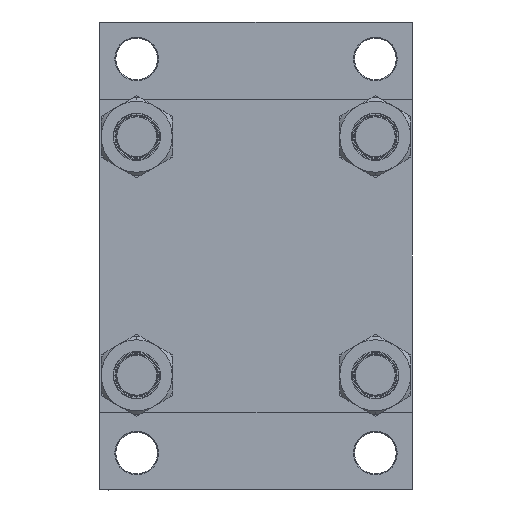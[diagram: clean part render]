
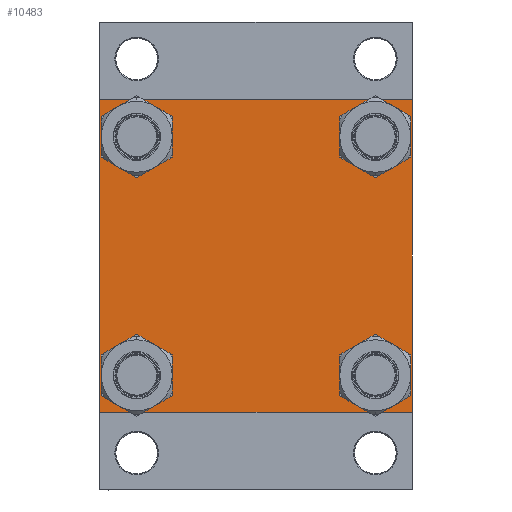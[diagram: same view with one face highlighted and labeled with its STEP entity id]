
A CAD part, left-side view. The second image highlights one B-rep face of the part: STEP entity #10483.
In plain terms, the highlighted planar face has unit normal (-1, 0, 0).
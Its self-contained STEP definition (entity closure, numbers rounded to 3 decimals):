
#728 = DIRECTION ( 'NONE',  ( 0., 0., 1. ) ) ;
#1299 = CARTESIAN_POINT ( 'NONE',  ( 0., -82.5, 82.5 ) ) ;
#1810 = EDGE_CURVE ( 'NONE', #19804, #18212, #39286, .T. ) ;
#1841 = VERTEX_POINT ( 'NONE', #40284 ) ;
#1929 = EDGE_CURVE ( 'NONE', #26021, #7465, #35391, .T. ) ;
#2116 = EDGE_LOOP ( 'NONE', ( #7997, #11304, #5255, #22128, #39960, #37247, #8261, #3563 ) ) ;
#2283 = FACE_BOUND ( 'NONE', #11573, .T. ) ;
#2428 = VERTEX_POINT ( 'NONE', #45834 ) ;
#2951 = VECTOR ( 'NONE', #36425, 1000. ) ;
#2976 = EDGE_CURVE ( 'NONE', #12728, #2428, #31531, .T. ) ;
#3261 = EDGE_CURVE ( 'NONE', #2428, #33844, #35321, .T. ) ;
#3563 = ORIENTED_EDGE ( 'NONE', *, *, #2976, .T. ) ;
#3587 = DIRECTION ( 'NONE',  ( 0., -1., 0. ) ) ;
#3834 = CARTESIAN_POINT ( 'NONE',  ( 0., 82.5, -82.5 ) ) ;
#4094 = CARTESIAN_POINT ( 'NONE',  ( 0., -82., -82.5 ) ) ;
#4547 = VECTOR ( 'NONE', #3587, 1000. ) ;
#4650 = CARTESIAN_POINT ( 'NONE',  ( 0., -82.5, 82. ) ) ;
#5255 = ORIENTED_EDGE ( 'NONE', *, *, #32600, .T. ) ;
#5332 = CARTESIAN_POINT ( 'NONE',  ( 0., -82.25, 82.25 ) ) ;
#5936 = FACE_BOUND ( 'NONE', #22733, .T. ) ;
#6620 = AXIS2_PLACEMENT_3D ( 'NONE', #20846, #15973, #42578 ) ;
#6968 = ORIENTED_EDGE ( 'NONE', *, *, #1929, .T. ) ;
#7205 = ORIENTED_EDGE ( 'NONE', *, *, #42356, .T. ) ;
#7254 = LINE ( 'NONE', #3834, #4547 ) ;
#7420 = DIRECTION ( 'NONE',  ( 0., 0., 1. ) ) ;
#7465 = VERTEX_POINT ( 'NONE', #30449 ) ;
#7949 = CARTESIAN_POINT ( 'NONE',  ( 0., -82.5, -82. ) ) ;
#7997 = ORIENTED_EDGE ( 'NONE', *, *, #3261, .T. ) ;
#8261 = ORIENTED_EDGE ( 'NONE', *, *, #22154, .F. ) ;
#9433 = CARTESIAN_POINT ( 'NONE',  ( 0., 82.5, 82.5 ) ) ;
#9732 = AXIS2_PLACEMENT_3D ( 'NONE', #27891, #16175, #23757 ) ;
#9873 = CARTESIAN_POINT ( 'NONE',  ( 0., 82.5, -82. ) ) ;
#10075 = DIRECTION ( 'NONE',  ( 0., 0., 1. ) ) ;
#10250 = VERTEX_POINT ( 'NONE', #32837 ) ;
#10483 = ADVANCED_FACE ( 'NONE', ( #5936, #2283, #35730, #47456, #39865 ), #13973, .T. ) ;
#10616 = CARTESIAN_POINT ( 'NONE',  ( 0., -62.95, 62.95 ) ) ;
#11304 = ORIENTED_EDGE ( 'NONE', *, *, #39005, .T. ) ;
#11573 = EDGE_LOOP ( 'NONE', ( #40991, #48087 ) ) ;
#11687 = AXIS2_PLACEMENT_3D ( 'NONE', #36194, #43525, #10075 ) ;
#12502 = CARTESIAN_POINT ( 'NONE',  ( 0., 82.5, 82.5 ) ) ;
#12728 = VERTEX_POINT ( 'NONE', #44004 ) ;
#12955 = VECTOR ( 'NONE', #46112, 1000. ) ;
#13144 = VECTOR ( 'NONE', #22381, 1000. ) ;
#13973 = PLANE ( 'NONE',  #46199 ) ;
#14189 = EDGE_CURVE ( 'NONE', #43911, #31971, #18218, .T. ) ;
#15832 = LINE ( 'NONE', #5332, #12955 ) ;
#15973 = DIRECTION ( 'NONE',  ( 1., 0., 0. ) ) ;
#16175 = DIRECTION ( 'NONE',  ( 1., 0., 0. ) ) ;
#17876 = CARTESIAN_POINT ( 'NONE',  ( 0., 0., 0. ) ) ;
#17988 = CARTESIAN_POINT ( 'NONE',  ( 0., 82.25, -82.25 ) ) ;
#18212 = VERTEX_POINT ( 'NONE', #24999 ) ;
#18218 = CIRCLE ( 'NONE', #45547, 11.5 ) ;
#18505 = EDGE_CURVE ( 'NONE', #7465, #26021, #45570, .T. ) ;
#19164 = EDGE_CURVE ( 'NONE', #1841, #10250, #33113, .T. ) ;
#19240 = CARTESIAN_POINT ( 'NONE',  ( 0., 62.95, 51.45 ) ) ;
#19804 = VERTEX_POINT ( 'NONE', #43834 ) ;
#19992 = VERTEX_POINT ( 'NONE', #30621 ) ;
#20182 = EDGE_CURVE ( 'NONE', #10250, #1841, #26148, .T. ) ;
#20846 = CARTESIAN_POINT ( 'NONE',  ( 0., -62.95, -62.95 ) ) ;
#21963 = CARTESIAN_POINT ( 'NONE',  ( 0., 62.95, 62.95 ) ) ;
#22019 = DIRECTION ( 'NONE',  ( -1., 0., 0. ) ) ;
#22062 = EDGE_LOOP ( 'NONE', ( #47284, #39481 ) ) ;
#22128 = ORIENTED_EDGE ( 'NONE', *, *, #30880, .T. ) ;
#22154 = EDGE_CURVE ( 'NONE', #12728, #19992, #43019, .T. ) ;
#22381 = DIRECTION ( 'NONE',  ( 0., -0.707, -0.707 ) ) ;
#22733 = EDGE_LOOP ( 'NONE', ( #31927, #7205 ) ) ;
#22839 = CARTESIAN_POINT ( 'NONE',  ( 0., -62.95, 62.95 ) ) ;
#23243 = VECTOR ( 'NONE', #34450, 1000. ) ;
#23757 = DIRECTION ( 'NONE',  ( 0., 0., 1. ) ) ;
#23809 = EDGE_CURVE ( 'NONE', #44852, #19992, #15832, .T. ) ;
#24214 = CARTESIAN_POINT ( 'NONE',  ( 0., 82.25, 82.25 ) ) ;
#24925 = CARTESIAN_POINT ( 'NONE',  ( 0., 62.95, -62.95 ) ) ;
#24999 = CARTESIAN_POINT ( 'NONE',  ( 0., 62.95, -74.45 ) ) ;
#25409 = VECTOR ( 'NONE', #35211, 1000. ) ;
#26021 = VERTEX_POINT ( 'NONE', #19240 ) ;
#26148 = CIRCLE ( 'NONE', #6620, 11.5 ) ;
#27266 = AXIS2_PLACEMENT_3D ( 'NONE', #10616, #29642, #7420 ) ;
#27620 = VECTOR ( 'NONE', #34952, 1000. ) ;
#27891 = CARTESIAN_POINT ( 'NONE',  ( 0., -62.95, -62.95 ) ) ;
#28861 = EDGE_LOOP ( 'NONE', ( #30217, #6968 ) ) ;
#29642 = DIRECTION ( 'NONE',  ( 1., 0., 0. ) ) ;
#30217 = ORIENTED_EDGE ( 'NONE', *, *, #18505, .T. ) ;
#30449 = CARTESIAN_POINT ( 'NONE',  ( 0., 62.95, 74.45 ) ) ;
#30621 = CARTESIAN_POINT ( 'NONE',  ( 0., -82., 82.5 ) ) ;
#30759 = EDGE_CURVE ( 'NONE', #44852, #42184, #34754, .T. ) ;
#30880 = EDGE_CURVE ( 'NONE', #48017, #42184, #38109, .T. ) ;
#31531 = LINE ( 'NONE', #24214, #27620 ) ;
#31927 = ORIENTED_EDGE ( 'NONE', *, *, #14189, .T. ) ;
#31971 = VERTEX_POINT ( 'NONE', #42508 ) ;
#32240 = CARTESIAN_POINT ( 'NONE',  ( 0., -62.95, 74.45 ) ) ;
#32486 = DIRECTION ( 'NONE',  ( 1., 0., 0. ) ) ;
#32600 = EDGE_CURVE ( 'NONE', #46228, #48017, #7254, .T. ) ;
#32761 = CIRCLE ( 'NONE', #11687, 11.5 ) ;
#32837 = CARTESIAN_POINT ( 'NONE',  ( 0., -62.95, -74.45 ) ) ;
#33113 = CIRCLE ( 'NONE', #9732, 11.5 ) ;
#33844 = VERTEX_POINT ( 'NONE', #9873 ) ;
#34450 = DIRECTION ( 'NONE',  ( 0., -0.707, 0.707 ) ) ;
#34647 = AXIS2_PLACEMENT_3D ( 'NONE', #38312, #42470, #728 ) ;
#34754 = LINE ( 'NONE', #1299, #2951 ) ;
#34952 = DIRECTION ( 'NONE',  ( 0., 0.707, -0.707 ) ) ;
#35211 = DIRECTION ( 'NONE',  ( 0., -1., 0. ) ) ;
#35321 = LINE ( 'NONE', #9433, #40131 ) ;
#35391 = CIRCLE ( 'NONE', #43200, 11.5 ) ;
#35730 = FACE_BOUND ( 'NONE', #22062, .T. ) ;
#35987 = EDGE_CURVE ( 'NONE', #18212, #19804, #32761, .T. ) ;
#36194 = CARTESIAN_POINT ( 'NONE',  ( 0., 62.95, -62.95 ) ) ;
#36425 = DIRECTION ( 'NONE',  ( 0., 0., -1. ) ) ;
#36636 = CIRCLE ( 'NONE', #27266, 11.5 ) ;
#37033 = LINE ( 'NONE', #17988, #13144 ) ;
#37098 = DIRECTION ( 'NONE',  ( 0., 0., 1. ) ) ;
#37247 = ORIENTED_EDGE ( 'NONE', *, *, #23809, .T. ) ;
#37559 = CARTESIAN_POINT ( 'NONE',  ( 0., 82., -82.5 ) ) ;
#37722 = AXIS2_PLACEMENT_3D ( 'NONE', #24925, #32486, #47164 ) ;
#38109 = LINE ( 'NONE', #41301, #23243 ) ;
#38312 = CARTESIAN_POINT ( 'NONE',  ( 0., 62.95, 62.95 ) ) ;
#39005 = EDGE_CURVE ( 'NONE', #33844, #46228, #37033, .T. ) ;
#39286 = CIRCLE ( 'NONE', #37722, 11.5 ) ;
#39481 = ORIENTED_EDGE ( 'NONE', *, *, #35987, .T. ) ;
#39865 = FACE_OUTER_BOUND ( 'NONE', #2116, .T. ) ;
#39960 = ORIENTED_EDGE ( 'NONE', *, *, #30759, .F. ) ;
#40131 = VECTOR ( 'NONE', #46072, 1000. ) ;
#40284 = CARTESIAN_POINT ( 'NONE',  ( 0., -62.95, -51.45 ) ) ;
#40584 = DIRECTION ( 'NONE',  ( 0., 0., 1. ) ) ;
#40991 = ORIENTED_EDGE ( 'NONE', *, *, #19164, .T. ) ;
#41301 = CARTESIAN_POINT ( 'NONE',  ( 0., -82.25, -82.25 ) ) ;
#41882 = DIRECTION ( 'NONE',  ( 1., 0., 0. ) ) ;
#42184 = VERTEX_POINT ( 'NONE', #7949 ) ;
#42356 = EDGE_CURVE ( 'NONE', #31971, #43911, #36636, .T. ) ;
#42470 = DIRECTION ( 'NONE',  ( 1., 0., 0. ) ) ;
#42508 = CARTESIAN_POINT ( 'NONE',  ( 0., -62.95, 51.45 ) ) ;
#42578 = DIRECTION ( 'NONE',  ( 0., 0., 1. ) ) ;
#43019 = LINE ( 'NONE', #12502, #25409 ) ;
#43200 = AXIS2_PLACEMENT_3D ( 'NONE', #21963, #44686, #37098 ) ;
#43525 = DIRECTION ( 'NONE',  ( 1., 0., 0. ) ) ;
#43834 = CARTESIAN_POINT ( 'NONE',  ( 0., 62.95, -51.45 ) ) ;
#43911 = VERTEX_POINT ( 'NONE', #32240 ) ;
#44004 = CARTESIAN_POINT ( 'NONE',  ( 0., 82., 82.5 ) ) ;
#44686 = DIRECTION ( 'NONE',  ( 1., 0., 0. ) ) ;
#44852 = VERTEX_POINT ( 'NONE', #4650 ) ;
#45079 = DIRECTION ( 'NONE',  ( 0., 0., 1. ) ) ;
#45547 = AXIS2_PLACEMENT_3D ( 'NONE', #22839, #41882, #45079 ) ;
#45570 = CIRCLE ( 'NONE', #34647, 11.5 ) ;
#45834 = CARTESIAN_POINT ( 'NONE',  ( 0., 82.5, 82. ) ) ;
#46072 = DIRECTION ( 'NONE',  ( 0., 0., -1. ) ) ;
#46112 = DIRECTION ( 'NONE',  ( 0., 0.707, 0.707 ) ) ;
#46199 = AXIS2_PLACEMENT_3D ( 'NONE', #17876, #22019, #40584 ) ;
#46228 = VERTEX_POINT ( 'NONE', #37559 ) ;
#47164 = DIRECTION ( 'NONE',  ( 0., 0., 1. ) ) ;
#47284 = ORIENTED_EDGE ( 'NONE', *, *, #1810, .T. ) ;
#47456 = FACE_BOUND ( 'NONE', #28861, .T. ) ;
#48017 = VERTEX_POINT ( 'NONE', #4094 ) ;
#48087 = ORIENTED_EDGE ( 'NONE', *, *, #20182, .T. ) ;
